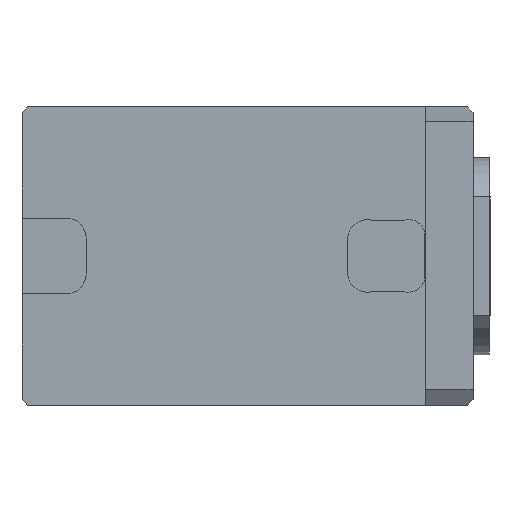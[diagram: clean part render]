
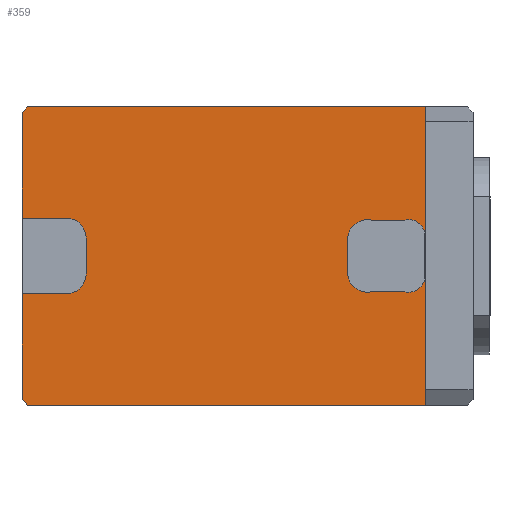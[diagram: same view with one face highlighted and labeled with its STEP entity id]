
A CAD part, top view. The second image highlights one B-rep face of the part: STEP entity #359.
In plain terms, the highlighted planar face has unit normal (0, 0, 1).
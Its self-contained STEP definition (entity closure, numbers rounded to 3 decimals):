
#114=LINE('',#1643,#218);
#122=LINE('',#1742,#226);
#127=LINE('',#1757,#231);
#131=LINE('',#1769,#235);
#135=LINE('',#1781,#239);
#138=LINE('',#1791,#242);
#140=LINE('',#1795,#244);
#172=LINE('',#1908,#276);
#175=LINE('',#1914,#279);
#177=LINE('',#1918,#281);
#178=LINE('',#1920,#282);
#179=LINE('',#1921,#283);
#180=LINE('',#1922,#284);
#181=LINE('',#1924,#285);
#218=VECTOR('',#1310,1.);
#226=VECTOR('',#1350,1.);
#231=VECTOR('',#1363,1.);
#235=VECTOR('',#1375,1.);
#239=VECTOR('',#1387,1.);
#242=VECTOR('',#1400,1.);
#244=VECTOR('',#1404,1.);
#276=VECTOR('',#1516,1.);
#279=VECTOR('',#1521,1.);
#281=VECTOR('',#1525,1.);
#282=VECTOR('',#1526,1.);
#283=VECTOR('',#1527,1.);
#284=VECTOR('',#1528,1.);
#285=VECTOR('',#1529,1.);
#359=ADVANCED_FACE('',(#446,#447),#408,.F.);
#408=PLANE('',#1255);
#446=FACE_BOUND('',#509,.T.);
#447=FACE_BOUND('',#510,.T.);
#509=EDGE_LOOP('',(#699,#700,#701,#702,#703,#704,#705,#706,#707,#708,#709,
#710));
#510=EDGE_LOOP('',(#711,#712,#713,#714,#715,#716,#717,#718));
#699=ORIENTED_EDGE('',*,*,#1054,.T.);
#700=ORIENTED_EDGE('',*,*,#996,.F.);
#701=ORIENTED_EDGE('',*,*,#957,.F.);
#702=ORIENTED_EDGE('',*,*,#953,.F.);
#703=ORIENTED_EDGE('',*,*,#1001,.F.);
#704=ORIENTED_EDGE('',*,*,#998,.F.);
#705=ORIENTED_EDGE('',*,*,#1055,.T.);
#706=ORIENTED_EDGE('',*,*,#1052,.T.);
#707=ORIENTED_EDGE('',*,*,#1056,.T.);
#708=ORIENTED_EDGE('',*,*,#1049,.T.);
#709=ORIENTED_EDGE('',*,*,#1057,.F.);
#710=ORIENTED_EDGE('',*,*,#1058,.T.);
#711=ORIENTED_EDGE('',*,*,#976,.F.);
#712=ORIENTED_EDGE('',*,*,#972,.F.);
#713=ORIENTED_EDGE('',*,*,#994,.F.);
#714=ORIENTED_EDGE('',*,*,#991,.F.);
#715=ORIENTED_EDGE('',*,*,#988,.F.);
#716=ORIENTED_EDGE('',*,*,#985,.F.);
#717=ORIENTED_EDGE('',*,*,#982,.F.);
#718=ORIENTED_EDGE('',*,*,#979,.F.);
#849=VERTEX_POINT('',#1644);
#850=VERTEX_POINT('',#1645);
#853=VERTEX_POINT('',#1653);
#866=VERTEX_POINT('',#1743);
#867=VERTEX_POINT('',#1744);
#870=VERTEX_POINT('',#1752);
#872=VERTEX_POINT('',#1758);
#874=VERTEX_POINT('',#1764);
#876=VERTEX_POINT('',#1770);
#878=VERTEX_POINT('',#1776);
#880=VERTEX_POINT('',#1782);
#882=VERTEX_POINT('',#1792);
#883=VERTEX_POINT('',#1796);
#884=VERTEX_POINT('',#1797);
#923=VERTEX_POINT('',#1907);
#924=VERTEX_POINT('',#1909);
#925=VERTEX_POINT('',#1913);
#926=VERTEX_POINT('',#1915);
#927=VERTEX_POINT('',#1919);
#928=VERTEX_POINT('',#1923);
#953=EDGE_CURVE('',#849,#850,#114,.T.);
#957=EDGE_CURVE('',#850,#853,#1099,.T.);
#972=EDGE_CURVE('',#866,#867,#122,.T.);
#976=EDGE_CURVE('',#867,#870,#1109,.T.);
#979=EDGE_CURVE('',#870,#872,#127,.T.);
#982=EDGE_CURVE('',#872,#874,#1111,.T.);
#985=EDGE_CURVE('',#874,#876,#131,.T.);
#988=EDGE_CURVE('',#876,#878,#1113,.T.);
#991=EDGE_CURVE('',#878,#880,#135,.T.);
#994=EDGE_CURVE('',#880,#866,#1115,.T.);
#996=EDGE_CURVE('',#853,#882,#138,.T.);
#998=EDGE_CURVE('',#883,#884,#140,.T.);
#1001=EDGE_CURVE('',#884,#849,#1117,.T.);
#1049=EDGE_CURVE('',#924,#923,#172,.T.);
#1052=EDGE_CURVE('',#926,#925,#175,.T.);
#1054=EDGE_CURVE('',#927,#882,#177,.T.);
#1055=EDGE_CURVE('',#883,#926,#178,.T.);
#1056=EDGE_CURVE('',#925,#924,#179,.T.);
#1057=EDGE_CURVE('',#928,#923,#180,.T.);
#1058=EDGE_CURVE('',#928,#927,#181,.T.);
#1099=CIRCLE('',#1180,10.5);
#1109=CIRCLE('',#1196,8.5);
#1111=CIRCLE('',#1200,8.5);
#1113=CIRCLE('',#1204,10.5);
#1115=CIRCLE('',#1208,10.5);
#1117=CIRCLE('',#1214,10.5);
#1180=AXIS2_PLACEMENT_3D('',#1652,#1316,#1317);
#1196=AXIS2_PLACEMENT_3D('',#1751,#1356,#1357);
#1200=AXIS2_PLACEMENT_3D('',#1763,#1368,#1369);
#1204=AXIS2_PLACEMENT_3D('',#1775,#1380,#1381);
#1208=AXIS2_PLACEMENT_3D('',#1787,#1392,#1393);
#1214=AXIS2_PLACEMENT_3D('',#1801,#1409,#1410);
#1255=AXIS2_PLACEMENT_3D('',#1925,#1530,#1531);
#1310=DIRECTION('',(0.,1.,0.));
#1316=DIRECTION('',(0.,0.,1.));
#1317=DIRECTION('',(-1.,0.,0.));
#1350=DIRECTION('',(1.,0.,0.));
#1356=DIRECTION('',(0.,0.,1.));
#1357=DIRECTION('',(-1.,0.,0.));
#1363=DIRECTION('',(0.,1.,0.));
#1368=DIRECTION('',(0.,0.,1.));
#1369=DIRECTION('',(-1.,0.,0.));
#1375=DIRECTION('',(-1.,0.,0.));
#1380=DIRECTION('',(0.,0.,1.));
#1381=DIRECTION('',(1.,0.,0.));
#1387=DIRECTION('',(0.,-1.,0.));
#1392=DIRECTION('',(0.,0.,1.));
#1393=DIRECTION('',(-1.,0.,0.));
#1400=DIRECTION('',(-1.,0.,0.));
#1404=DIRECTION('',(1.,0.,0.));
#1409=DIRECTION('',(0.,0.,1.));
#1410=DIRECTION('',(-1.,0.,0.));
#1516=DIRECTION('',(0.,1.,0.));
#1521=DIRECTION('',(0.707,-0.707,0.));
#1525=DIRECTION('',(0.,-1.,0.));
#1526=DIRECTION('',(0.,-1.,0.));
#1527=DIRECTION('',(1.,0.,0.));
#1528=DIRECTION('',(1.,0.,0.));
#1529=DIRECTION('',(-0.707,-0.707,0.));
#1530=DIRECTION('',(0.,0.,-1.));
#1531=DIRECTION('',(-1.,0.,0.));
#1643=CARTESIAN_POINT('',(-180.,-9.5,0.));
#1644=CARTESIAN_POINT('',(-180.,-9.5,0.));
#1645=CARTESIAN_POINT('',(-180.,9.5,0.));
#1652=CARTESIAN_POINT('',(-190.5,9.5,0.));
#1653=CARTESIAN_POINT('',(-190.5,20.,0.));
#1742=CARTESIAN_POINT('',(-28.722,-19.,0.));
#1743=CARTESIAN_POINT('',(-28.722,-19.,0.));
#1744=CARTESIAN_POINT('',(-11.046,-19.,0.));
#1751=CARTESIAN_POINT('',(-9.,-10.75,0.));
#1752=CARTESIAN_POINT('',(-0.5,-10.75,0.));
#1757=CARTESIAN_POINT('',(-0.5,-10.75,0.));
#1758=CARTESIAN_POINT('',(-0.5,10.75,0.));
#1763=CARTESIAN_POINT('',(-9.,10.75,0.));
#1764=CARTESIAN_POINT('',(-11.046,19.,0.));
#1769=CARTESIAN_POINT('',(-11.046,19.,0.));
#1770=CARTESIAN_POINT('',(-28.722,19.,0.));
#1775=CARTESIAN_POINT('',(-31.,8.75,0.));
#1776=CARTESIAN_POINT('',(-41.5,8.75,0.));
#1781=CARTESIAN_POINT('',(-41.5,8.75,0.));
#1782=CARTESIAN_POINT('',(-41.5,-8.75,0.));
#1787=CARTESIAN_POINT('',(-31.,-8.75,0.));
#1791=CARTESIAN_POINT('',(-190.5,20.,0.));
#1792=CARTESIAN_POINT('',(-214.,20.,0.));
#1795=CARTESIAN_POINT('',(-214.,-20.,0.));
#1796=CARTESIAN_POINT('',(-214.,-20.,0.));
#1797=CARTESIAN_POINT('',(-190.5,-20.,0.));
#1801=CARTESIAN_POINT('',(-190.5,-9.5,0.));
#1907=CARTESIAN_POINT('',(0.,79.,0.));
#1908=CARTESIAN_POINT('',(0.,-162.849,0.));
#1909=CARTESIAN_POINT('',(0.,-79.,0.));
#1913=CARTESIAN_POINT('',(-211.,-79.,0.));
#1914=CARTESIAN_POINT('',(-214.,-76.,0.));
#1915=CARTESIAN_POINT('',(-214.,-76.,0.));
#1918=CARTESIAN_POINT('',(-214.,-79.,0.));
#1919=CARTESIAN_POINT('',(-214.,76.,0.));
#1920=CARTESIAN_POINT('',(-214.,-79.,0.));
#1921=CARTESIAN_POINT('',(-214.,-79.,0.));
#1922=CARTESIAN_POINT('',(-214.,79.,0.));
#1923=CARTESIAN_POINT('',(-211.,79.,0.));
#1924=CARTESIAN_POINT('',(-214.,76.,0.));
#1925=CARTESIAN_POINT('',(-211.,-162.849,0.));
